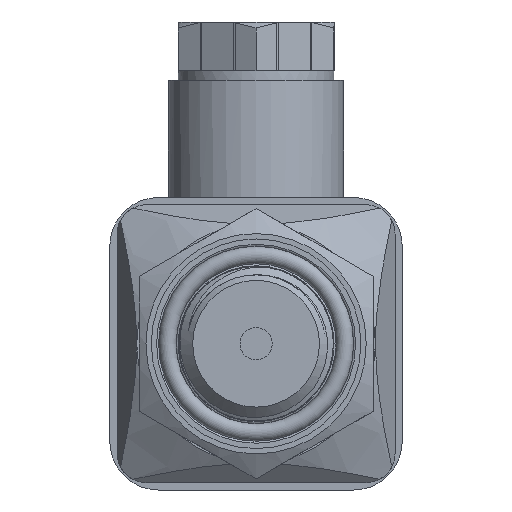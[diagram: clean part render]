
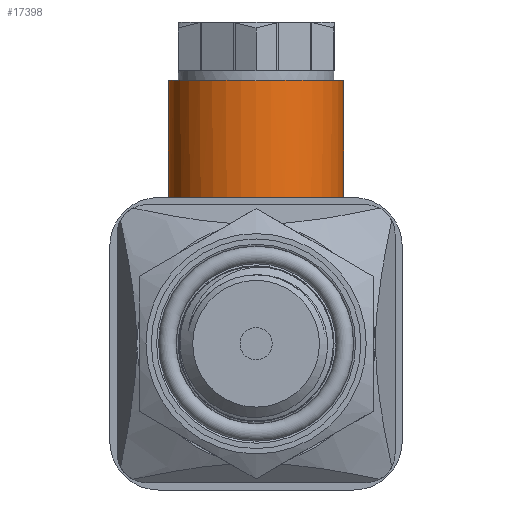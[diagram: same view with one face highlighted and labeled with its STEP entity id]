
A CAD part, left-side view. The second image highlights one B-rep face of the part: STEP entity #17398.
In plain terms, the highlighted cylindrical face has radius 9 mm (diameter 18 mm), a full revolution.
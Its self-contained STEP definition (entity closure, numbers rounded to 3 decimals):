
#1983=FACE_OUTER_BOUND('',#3060,.T.);
#3060=EDGE_LOOP('',(#16157,#16158,#16159,#16160,#16161,#16162,#16163));
#3444=CIRCLE('',#18544,9.);
#3445=CIRCLE('',#18545,9.);
#3470=CIRCLE('',#18626,9.);
#3987=B_SPLINE_CURVE_WITH_KNOTS('',3,(#52309,#52310,#52311,#52312,#52313,
#52314,#52315,#52316,#52317,#52318),.UNSPECIFIED.,.F.,.F.,(4,2,1,1,1,1,
4),(-0.002,0.,0.204,0.408,0.611,
0.815,1.019),.UNSPECIFIED.);
#3988=B_SPLINE_CURVE_WITH_KNOTS('',3,(#52387,#52388,#52389,#52390,#52391,
#52392,#52393,#52394,#52395,#52396,#52397,#52398),.UNSPECIFIED.,.F.,.F.,
(4,1,1,1,1,1,1,2,4),(0.,0.204,0.306,
0.408,0.509,0.611,0.815,
1.019,1.02),.UNSPECIFIED.);
#5521=LINE('',#52726,#7072);
#7072=VECTOR('',#22414,9.);
#8352=VERTEX_POINT('',#49852);
#8613=VERTEX_POINT('',#52307);
#8614=VERTEX_POINT('',#52320);
#8616=VERTEX_POINT('',#52324);
#8707=VERTEX_POINT('',#52724);
#11050=EDGE_CURVE('',#8352,#8613,#3987,.T.);
#11053=EDGE_CURVE('',#8613,#8616,#3444,.T.);
#11054=EDGE_CURVE('',#8616,#8614,#3445,.T.);
#11055=EDGE_CURVE('',#8614,#8352,#3988,.T.);
#11200=EDGE_CURVE('',#8707,#8707,#3470,.T.);
#11201=EDGE_CURVE('',#8707,#8616,#5521,.T.);
#16157=ORIENTED_EDGE('',*,*,#11200,.F.);
#16158=ORIENTED_EDGE('',*,*,#11201,.T.);
#16159=ORIENTED_EDGE('',*,*,#11053,.F.);
#16160=ORIENTED_EDGE('',*,*,#11050,.F.);
#16161=ORIENTED_EDGE('',*,*,#11055,.F.);
#16162=ORIENTED_EDGE('',*,*,#11054,.F.);
#16163=ORIENTED_EDGE('',*,*,#11201,.F.);
#16440=CYLINDRICAL_SURFACE('',#18625,9.);
#17398=ADVANCED_FACE('',(#1983),#16440,.T.);
#18544=AXIS2_PLACEMENT_3D('',#52325,#22141,#22142);
#18545=AXIS2_PLACEMENT_3D('',#52326,#22143,#22144);
#18625=AXIS2_PLACEMENT_3D('',#52723,#22410,#22411);
#18626=AXIS2_PLACEMENT_3D('',#52725,#22412,#22413);
#22141=DIRECTION('center_axis',(0.,0.,-1.));
#22142=DIRECTION('ref_axis',(1.,0.,0.));
#22143=DIRECTION('center_axis',(0.,0.,-1.));
#22144=DIRECTION('ref_axis',(1.,0.,0.));
#22410=DIRECTION('center_axis',(0.,0.,1.));
#22411=DIRECTION('ref_axis',(-1.,0.,0.));
#22412=DIRECTION('center_axis',(0.,0.,1.));
#22413=DIRECTION('ref_axis',(-1.,0.,0.));
#22414=DIRECTION('',(0.,0.,-1.));
#49852=CARTESIAN_POINT('',(-28.,0.,10.5));
#52307=CARTESIAN_POINT('',(-24.4,7.2,14.5));
#52309=CARTESIAN_POINT('Ctrl Pts',(-28.,0.,10.5));
#52310=CARTESIAN_POINT('Ctrl Pts',(-28.,0.004,10.503));
#52311=CARTESIAN_POINT('Ctrl Pts',(-28.,0.008,
10.505));
#52312=CARTESIAN_POINT('Ctrl Pts',(-27.999,0.528,
10.871));
#52313=CARTESIAN_POINT('Ctrl Pts',(-27.909,1.565,11.599));
#52314=CARTESIAN_POINT('Ctrl Pts',(-27.501,3.098,12.639));
#52315=CARTESIAN_POINT('Ctrl Pts',(-26.801,4.592,13.566));
#52316=CARTESIAN_POINT('Ctrl Pts',(-25.787,6.,14.28));
#52317=CARTESIAN_POINT('Ctrl Pts',(-24.889,6.833,14.5));
#52318=CARTESIAN_POINT('Ctrl Pts',(-24.4,7.2,14.5));
#52320=CARTESIAN_POINT('',(-24.4,-7.2,14.5));
#52324=CARTESIAN_POINT('',(-10.,0.,14.5));
#52325=CARTESIAN_POINT('Origin',(-19.,0.,14.5));
#52326=CARTESIAN_POINT('Origin',(-19.,0.,14.5));
#52387=CARTESIAN_POINT('Ctrl Pts',(-24.4,-7.2,14.5));
#52388=CARTESIAN_POINT('Ctrl Pts',(-24.889,-6.833,
14.5));
#52389=CARTESIAN_POINT('Ctrl Pts',(-25.563,-6.207,
14.335));
#52390=CARTESIAN_POINT('Ctrl Pts',(-26.294,-5.296,
13.923));
#52391=CARTESIAN_POINT('Ctrl Pts',(-26.763,-4.579,
13.539));
#52392=CARTESIAN_POINT('Ctrl Pts',(-27.15,-3.846,
13.104));
#52393=CARTESIAN_POINT('Ctrl Pts',(-27.569,-2.842,
12.466));
#52394=CARTESIAN_POINT('Ctrl Pts',(-27.909,-1.565,
11.6));
#52395=CARTESIAN_POINT('Ctrl Pts',(-27.999,-0.528,
10.871));
#52396=CARTESIAN_POINT('Ctrl Pts',(-28.,-0.008,
10.505));
#52397=CARTESIAN_POINT('Ctrl Pts',(-28.,-0.004,10.503));
#52398=CARTESIAN_POINT('Ctrl Pts',(-28.,0.,10.5));
#52723=CARTESIAN_POINT('Origin',(-19.,0.,13.5));
#52724=CARTESIAN_POINT('',(-10.,0.,27.));
#52725=CARTESIAN_POINT('Origin',(-19.,0.,27.));
#52726=CARTESIAN_POINT('',(-10.,0.,13.5));
